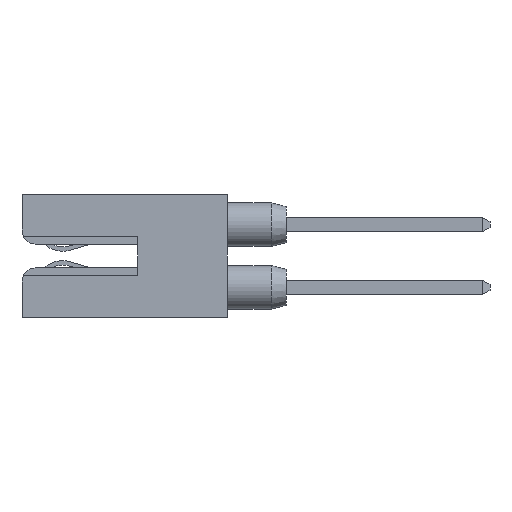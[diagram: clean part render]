
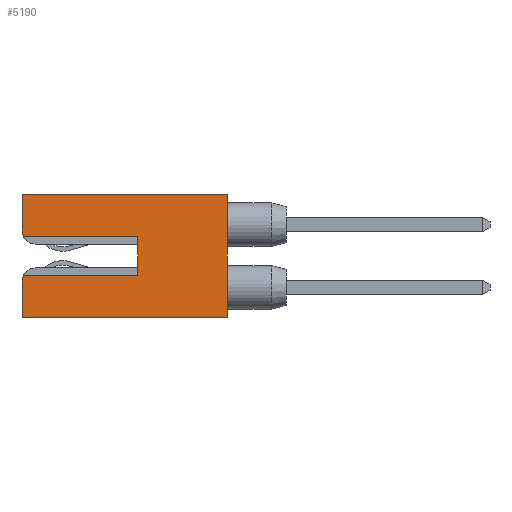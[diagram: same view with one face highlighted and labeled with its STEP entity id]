
A CAD part, left-side view. The second image highlights one B-rep face of the part: STEP entity #5190.
In plain terms, the highlighted planar face has unit normal (-1, 0, 0).
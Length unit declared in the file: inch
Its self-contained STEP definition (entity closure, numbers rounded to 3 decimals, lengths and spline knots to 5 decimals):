
#27 = DIRECTION ( 'NONE',  ( 0., 0., 1. ) ) ;
#264 = VERTEX_POINT ( 'NONE', #12914 ) ;
#312 = ORIENTED_EDGE ( 'NONE', *, *, #7049, .T. ) ;
#353 = AXIS2_PLACEMENT_3D ( 'NONE', #4391, #2370, #8963 ) ;
#430 = VECTOR ( 'NONE', #10032, 39.37008 ) ;
#1273 = CIRCLE ( 'NONE', #2581, 0.045 ) ;
#1435 = CARTESIAN_POINT ( 'NONE',  ( 0., 0.2468, -0.134 ) ) ;
#1580 = EDGE_CURVE ( 'NONE', #11730, #12749, #2371, .T. ) ;
#1746 = EDGE_CURVE ( 'NONE', #12749, #8643, #8756, .T. ) ;
#1760 = LINE ( 'NONE', #12488, #13530 ) ;
#1939 = DIRECTION ( 'NONE',  ( -1., 0., 0. ) ) ;
#2353 = VERTEX_POINT ( 'NONE', #10500 ) ;
#2370 = DIRECTION ( 'NONE',  ( -1., 0., 0. ) ) ;
#2371 = LINE ( 'NONE', #13319, #5643 ) ;
#2454 = LINE ( 'NONE', #7873, #430 ) ;
#2520 = CARTESIAN_POINT ( 'NONE',  ( 0., 0., -0.392 ) ) ;
#2581 = AXIS2_PLACEMENT_3D ( 'NONE', #3232, #11028, #27 ) ;
#2589 = LINE ( 'NONE', #2520, #10439 ) ;
#2766 = ORIENTED_EDGE ( 'NONE', *, *, #10525, .F. ) ;
#2851 = FACE_OUTER_BOUND ( 'NONE', #10547, .T. ) ;
#2901 = VERTEX_POINT ( 'NONE', #9746 ) ;
#2987 = EDGE_CURVE ( 'NONE', #8643, #14001, #3486, .T. ) ;
#2990 = PLANE ( 'NONE',  #6660 ) ;
#3232 = CARTESIAN_POINT ( 'NONE',  ( 0., 0.611, -0.113 ) ) ;
#3356 = VECTOR ( 'NONE', #5100, 39.37008 ) ;
#3486 = CIRCLE ( 'NONE', #353, 0.045 ) ;
#3661 = CARTESIAN_POINT ( 'NONE',  ( 0., 0.656, -0.392 ) ) ;
#4074 = EDGE_CURVE ( 'NONE', #264, #2901, #2589, .T. ) ;
#4200 = CARTESIAN_POINT ( 'NONE',  ( 0., 0.286, -0.258 ) ) ;
#4230 = CARTESIAN_POINT ( 'NONE',  ( 0., 0.2468, -0.258 ) ) ;
#4391 = CARTESIAN_POINT ( 'NONE',  ( 0., 0.611, -0.279 ) ) ;
#4409 = VERTEX_POINT ( 'NONE', #6248 ) ;
#4807 = CARTESIAN_POINT ( 'NONE',  ( 0., 0.656, -0.113 ) ) ;
#5100 = DIRECTION ( 'NONE',  ( 0., 0., 1. ) ) ;
#5190 = ADVANCED_FACE ( 'NONE', ( #2851 ), #2990, .T. ) ;
#5286 = CARTESIAN_POINT ( 'NONE',  ( 0., 0.6508, -0.258 ) ) ;
#5643 = VECTOR ( 'NONE', #9183, 39.37008 ) ;
#6120 = VECTOR ( 'NONE', #13025, 39.37008 ) ;
#6148 = DIRECTION ( 'NONE',  ( 0., -1., 0. ) ) ;
#6248 = CARTESIAN_POINT ( 'NONE',  ( 0., 0.6508, -0.134 ) ) ;
#6335 = DIRECTION ( 'NONE',  ( 0., 0., 1. ) ) ;
#6612 = VERTEX_POINT ( 'NONE', #4807 ) ;
#6660 = AXIS2_PLACEMENT_3D ( 'NONE', #7412, #1939, #6335 ) ;
#7021 = ORIENTED_EDGE ( 'NONE', *, *, #1580, .T. ) ;
#7049 = EDGE_CURVE ( 'NONE', #6612, #4409, #1273, .T. ) ;
#7380 = DIRECTION ( 'NONE',  ( 0., 1., 0. ) ) ;
#7412 = CARTESIAN_POINT ( 'NONE',  ( 0., 0., -0.392 ) ) ;
#7540 = ORIENTED_EDGE ( 'NONE', *, *, #1746, .T. ) ;
#7873 = CARTESIAN_POINT ( 'NONE',  ( 0., 0., 0. ) ) ;
#8064 = DIRECTION ( 'NONE',  ( 0., 0., 1. ) ) ;
#8430 = VERTEX_POINT ( 'NONE', #10063 ) ;
#8614 = ORIENTED_EDGE ( 'NONE', *, *, #8799, .T. ) ;
#8643 = VERTEX_POINT ( 'NONE', #5286 ) ;
#8756 = LINE ( 'NONE', #4230, #6120 ) ;
#8799 = EDGE_CURVE ( 'NONE', #2353, #264, #1760, .T. ) ;
#8862 = VECTOR ( 'NONE', #7380, 39.37008 ) ;
#8963 = DIRECTION ( 'NONE',  ( 0., 0., 1. ) ) ;
#8978 = ORIENTED_EDGE ( 'NONE', *, *, #2987, .T. ) ;
#9044 = CARTESIAN_POINT ( 'NONE',  ( 0., 0.286, -0.134 ) ) ;
#9161 = VECTOR ( 'NONE', #8064, 39.37008 ) ;
#9183 = DIRECTION ( 'NONE',  ( 0., 0., -1. ) ) ;
#9318 = ORIENTED_EDGE ( 'NONE', *, *, #13932, .F. ) ;
#9745 = EDGE_CURVE ( 'NONE', #8430, #2901, #2454, .T. ) ;
#9746 = CARTESIAN_POINT ( 'NONE',  ( 0., 0., 0. ) ) ;
#10032 = DIRECTION ( 'NONE',  ( 0., -1., 0. ) ) ;
#10063 = CARTESIAN_POINT ( 'NONE',  ( 0., 0.656, 0. ) ) ;
#10127 = EDGE_CURVE ( 'NONE', #2353, #14001, #12825, .T. ) ;
#10439 = VECTOR ( 'NONE', #11362, 39.37008 ) ;
#10500 = CARTESIAN_POINT ( 'NONE',  ( 0., 0.656, -0.392 ) ) ;
#10525 = EDGE_CURVE ( 'NONE', #11730, #4409, #11178, .T. ) ;
#10547 = EDGE_LOOP ( 'NONE', ( #9318, #312, #2766, #7021, #7540, #8978, #12854, #8614, #10810, #13645 ) ) ;
#10795 = CARTESIAN_POINT ( 'NONE',  ( 0., 0.656, -0.279 ) ) ;
#10810 = ORIENTED_EDGE ( 'NONE', *, *, #4074, .T. ) ;
#11028 = DIRECTION ( 'NONE',  ( -1., 0., 0. ) ) ;
#11178 = LINE ( 'NONE', #1435, #8862 ) ;
#11362 = DIRECTION ( 'NONE',  ( 0., 0., 1. ) ) ;
#11730 = VERTEX_POINT ( 'NONE', #9044 ) ;
#12388 = LINE ( 'NONE', #3661, #9161 ) ;
#12488 = CARTESIAN_POINT ( 'NONE',  ( 0., 0., -0.392 ) ) ;
#12749 = VERTEX_POINT ( 'NONE', #4200 ) ;
#12825 = LINE ( 'NONE', #13743, #3356 ) ;
#12854 = ORIENTED_EDGE ( 'NONE', *, *, #10127, .F. ) ;
#12914 = CARTESIAN_POINT ( 'NONE',  ( 0., 0., -0.392 ) ) ;
#13025 = DIRECTION ( 'NONE',  ( 0., 1., 0. ) ) ;
#13319 = CARTESIAN_POINT ( 'NONE',  ( 0., 0.286, -0.158 ) ) ;
#13530 = VECTOR ( 'NONE', #6148, 39.37008 ) ;
#13645 = ORIENTED_EDGE ( 'NONE', *, *, #9745, .F. ) ;
#13743 = CARTESIAN_POINT ( 'NONE',  ( 0., 0.656, -0.392 ) ) ;
#13932 = EDGE_CURVE ( 'NONE', #6612, #8430, #12388, .T. ) ;
#14001 = VERTEX_POINT ( 'NONE', #10795 ) ;
